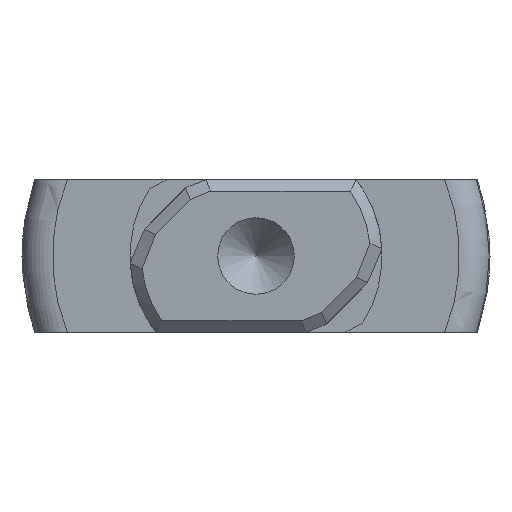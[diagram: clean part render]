
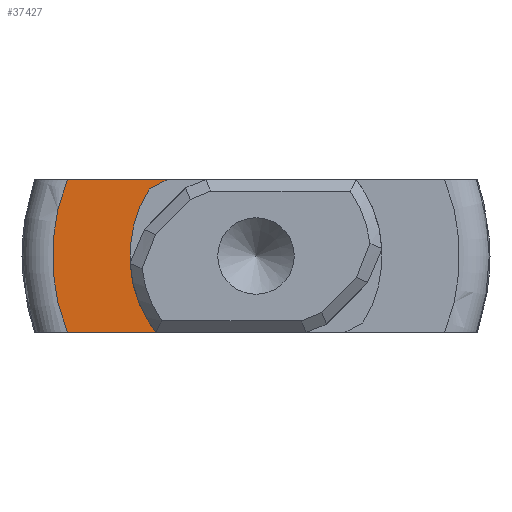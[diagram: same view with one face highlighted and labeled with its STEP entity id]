
A CAD part, left-side view. The second image highlights one B-rep face of the part: STEP entity #37427.
In plain terms, the highlighted planar face has unit normal (-1, 0, 0).
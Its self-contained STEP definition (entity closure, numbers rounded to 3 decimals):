
#722 = PLANE('',#723);
#723 = AXIS2_PLACEMENT_3D('',#724,#725,#726);
#724 = CARTESIAN_POINT('',(-6.25,-6.25,2.));
#725 = DIRECTION('',(0.,0.,1.));
#726 = DIRECTION('',(0.,1.,0.));
#16151 = VERTEX_POINT('',#16152);
#16152 = CARTESIAN_POINT('',(0.,4.94,2.));
#16186 = TOROIDAL_SURFACE('',#16187,5.329,0.8);
#16187 = AXIS2_PLACEMENT_3D('',#16188,#16189,#16190);
#16188 = CARTESIAN_POINT('',(0.8,0.,0.));
#16189 = DIRECTION('',(1.,0.,0.));
#16190 = DIRECTION('',(0.,0.,-1.));
#16220 = EDGE_CURVE('',#16151,#16221,#16223,.T.);
#16221 = VERTEX_POINT('',#16222);
#16222 = CARTESIAN_POINT('',(0.,2.327,2.));
#16223 = SURFACE_CURVE('',#16224,(#16228,#16235),.PCURVE_S1.);
#16224 = LINE('',#16225,#16226);
#16225 = CARTESIAN_POINT('',(0.,5.79,2.));
#16226 = VECTOR('',#16227,1.);
#16227 = DIRECTION('',(0.,-1.,0.));
#16228 = PCURVE('',#722,#16229);
#16229 = DEFINITIONAL_REPRESENTATION('',(#16230),#16234);
#16230 = LINE('',#16231,#16232);
#16231 = CARTESIAN_POINT('',(12.04,-6.25));
#16232 = VECTOR('',#16233,1.);
#16233 = DIRECTION('',(-1.,-0.));
#16234 = ( GEOMETRIC_REPRESENTATION_CONTEXT(2) 
PARAMETRIC_REPRESENTATION_CONTEXT() REPRESENTATION_CONTEXT('2D SPACE',''
  ) );
#16235 = PCURVE('',#16236,#16241);
#16236 = PLANE('',#16237);
#16237 = AXIS2_PLACEMENT_3D('',#16238,#16239,#16240);
#16238 = CARTESIAN_POINT('',(0.,5.329,
    0.));
#16239 = DIRECTION('',(-1.,0.,0.));
#16240 = DIRECTION('',(0.,0.,1.));
#16241 = DEFINITIONAL_REPRESENTATION('',(#16242),#16246);
#16242 = LINE('',#16243,#16244);
#16243 = CARTESIAN_POINT('',(2.,0.46));
#16244 = VECTOR('',#16245,1.);
#16245 = DIRECTION('',(0.,-1.));
#16246 = ( GEOMETRIC_REPRESENTATION_CONTEXT(2) 
PARAMETRIC_REPRESENTATION_CONTEXT() REPRESENTATION_CONTEXT('2D SPACE',''
  ) );
#16264 = PLANE('',#16265);
#16265 = AXIS2_PLACEMENT_3D('',#16266,#16267,#16268);
#16266 = CARTESIAN_POINT('',(-60.188,2.561,1.878));
#16267 = DIRECTION('',(0.,0.464,0.886)
  );
#16268 = DIRECTION('',(1.,0.,0.));
#33605 = PLANE('',#33606);
#33606 = AXIS2_PLACEMENT_3D('',#33607,#33608,#33609);
#33607 = CARTESIAN_POINT('',(-6.25,6.25,-2.));
#33608 = DIRECTION('',(0.,0.,-1.));
#33609 = DIRECTION('',(0.,-1.,0.));
#35702 = PLANE('',#35703);
#35703 = AXIS2_PLACEMENT_3D('',#35704,#35705,#35706);
#35704 = CARTESIAN_POINT('',(-60.188,2.561,-1.878));
#35705 = DIRECTION('',(0.,0.464,
    -0.886));
#35706 = DIRECTION('',(-1.,0.,0.));
#35722 = VERTEX_POINT('',#35723);
#35723 = CARTESIAN_POINT('',(0.,2.795,
    -1.755));
#35737 = CYLINDRICAL_SURFACE('',#35738,3.3);
#35738 = AXIS2_PLACEMENT_3D('',#35739,#35740,#35741);
#35739 = CARTESIAN_POINT('',(-60.188,0.,
    0.));
#35740 = DIRECTION('',(1.,0.,0.));
#35741 = DIRECTION('',(0.,1.,0.));
#35749 = EDGE_CURVE('',#35750,#35722,#35752,.T.);
#35750 = VERTEX_POINT('',#35751);
#35751 = CARTESIAN_POINT('',(0.,2.327,-2.));
#35752 = SURFACE_CURVE('',#35753,(#35757,#35764),.PCURVE_S1.);
#35753 = LINE('',#35754,#35755);
#35754 = CARTESIAN_POINT('',(0.,4.033,-1.107));
#35755 = VECTOR('',#35756,1.);
#35756 = DIRECTION('',(0.,0.886,0.464
    ));
#35757 = PCURVE('',#35702,#35758);
#35758 = DEFINITIONAL_REPRESENTATION('',(#35759),#35763);
#35759 = LINE('',#35760,#35761);
#35760 = CARTESIAN_POINT('',(-60.188,1.662));
#35761 = VECTOR('',#35762,1.);
#35762 = DIRECTION('',(0.,1.));
#35763 = ( GEOMETRIC_REPRESENTATION_CONTEXT(2) 
PARAMETRIC_REPRESENTATION_CONTEXT() REPRESENTATION_CONTEXT('2D SPACE',''
  ) );
#35764 = PCURVE('',#16236,#35765);
#35765 = DEFINITIONAL_REPRESENTATION('',(#35766),#35770);
#35766 = LINE('',#35767,#35768);
#35767 = CARTESIAN_POINT('',(-1.107,-1.296));
#35768 = VECTOR('',#35769,1.);
#35769 = DIRECTION('',(0.464,0.886));
#35770 = ( GEOMETRIC_REPRESENTATION_CONTEXT(2) 
PARAMETRIC_REPRESENTATION_CONTEXT() REPRESENTATION_CONTEXT('2D SPACE',''
  ) );
#36258 = EDGE_CURVE('',#35750,#36259,#36261,.T.);
#36259 = VERTEX_POINT('',#36260);
#36260 = CARTESIAN_POINT('',(0.,4.94,-2.));
#36261 = SURFACE_CURVE('',#36262,(#36266,#36273),.PCURVE_S1.);
#36262 = LINE('',#36263,#36264);
#36263 = CARTESIAN_POINT('',(0.,-0.46,-2.));
#36264 = VECTOR('',#36265,1.);
#36265 = DIRECTION('',(0.,1.,0.));
#36266 = PCURVE('',#33605,#36267);
#36267 = DEFINITIONAL_REPRESENTATION('',(#36268),#36272);
#36268 = LINE('',#36269,#36270);
#36269 = CARTESIAN_POINT('',(6.71,-6.25));
#36270 = VECTOR('',#36271,1.);
#36271 = DIRECTION('',(-1.,-0.));
#36272 = ( GEOMETRIC_REPRESENTATION_CONTEXT(2) 
PARAMETRIC_REPRESENTATION_CONTEXT() REPRESENTATION_CONTEXT('2D SPACE',''
  ) );
#36273 = PCURVE('',#16236,#36274);
#36274 = DEFINITIONAL_REPRESENTATION('',(#36275),#36279);
#36275 = LINE('',#36276,#36277);
#36276 = CARTESIAN_POINT('',(-2.,-5.79));
#36277 = VECTOR('',#36278,1.);
#36278 = DIRECTION('',(0.,1.));
#36279 = ( GEOMETRIC_REPRESENTATION_CONTEXT(2) 
PARAMETRIC_REPRESENTATION_CONTEXT() REPRESENTATION_CONTEXT('2D SPACE',''
  ) );
#36902 = EDGE_CURVE('',#36903,#16221,#36905,.T.);
#36903 = VERTEX_POINT('',#36904);
#36904 = CARTESIAN_POINT('',(0.,2.795,
    1.755));
#36905 = SURFACE_CURVE('',#36906,(#36910,#36917),.PCURVE_S1.);
#36906 = LINE('',#36907,#36908);
#36907 = CARTESIAN_POINT('',(0.,4.033,1.107));
#36908 = VECTOR('',#36909,1.);
#36909 = DIRECTION('',(0.,-0.886,
    0.464));
#36910 = PCURVE('',#16264,#36911);
#36911 = DEFINITIONAL_REPRESENTATION('',(#36912),#36916);
#36912 = LINE('',#36913,#36914);
#36913 = CARTESIAN_POINT('',(60.188,1.662));
#36914 = VECTOR('',#36915,1.);
#36915 = DIRECTION('',(0.,-1.));
#36916 = ( GEOMETRIC_REPRESENTATION_CONTEXT(2) 
PARAMETRIC_REPRESENTATION_CONTEXT() REPRESENTATION_CONTEXT('2D SPACE',''
  ) );
#36917 = PCURVE('',#16236,#36918);
#36918 = DEFINITIONAL_REPRESENTATION('',(#36919),#36923);
#36919 = LINE('',#36920,#36921);
#36920 = CARTESIAN_POINT('',(1.107,-1.296));
#36921 = VECTOR('',#36922,1.);
#36922 = DIRECTION('',(0.464,-0.886));
#36923 = ( GEOMETRIC_REPRESENTATION_CONTEXT(2) 
PARAMETRIC_REPRESENTATION_CONTEXT() REPRESENTATION_CONTEXT('2D SPACE',''
  ) );
#36952 = EDGE_CURVE('',#35722,#36903,#36953,.T.);
#36953 = SURFACE_CURVE('',#36954,(#36959,#36966),.PCURVE_S1.);
#36954 = CIRCLE('',#36955,3.3);
#36955 = AXIS2_PLACEMENT_3D('',#36956,#36957,#36958);
#36956 = CARTESIAN_POINT('',(0.,0.,
    0.));
#36957 = DIRECTION('',(1.,0.,0.));
#36958 = DIRECTION('',(0.,0.,1.));
#36959 = PCURVE('',#35737,#36960);
#36960 = DEFINITIONAL_REPRESENTATION('',(#36961),#36965);
#36961 = LINE('',#36962,#36963);
#36962 = CARTESIAN_POINT('',(1.571,60.188));
#36963 = VECTOR('',#36964,1.);
#36964 = DIRECTION('',(1.,0.));
#36965 = ( GEOMETRIC_REPRESENTATION_CONTEXT(2) 
PARAMETRIC_REPRESENTATION_CONTEXT() REPRESENTATION_CONTEXT('2D SPACE',''
  ) );
#36966 = PCURVE('',#16236,#36967);
#36967 = DEFINITIONAL_REPRESENTATION('',(#36968),#36976);
#36968 = ( BOUNDED_CURVE() B_SPLINE_CURVE(2,(#36969,#36970,#36971,#36972
    ,#36973,#36974,#36975),.UNSPECIFIED.,.T.,.F.) 
B_SPLINE_CURVE_WITH_KNOTS((1,2,2,2,2,1),(-2.094,0.,
    2.094,4.189,6.283,8.378),
.UNSPECIFIED.) CURVE() GEOMETRIC_REPRESENTATION_ITEM() 
RATIONAL_B_SPLINE_CURVE((1.,0.5,1.,0.5,1.,0.5,1.)) REPRESENTATION_ITEM(
  '') );
#36969 = CARTESIAN_POINT('',(3.3,-5.329));
#36970 = CARTESIAN_POINT('',(3.3,-11.045));
#36971 = CARTESIAN_POINT('',(-1.65,-8.187));
#36972 = CARTESIAN_POINT('',(-6.6,-5.329));
#36973 = CARTESIAN_POINT('',(-1.65,-2.471));
#36974 = CARTESIAN_POINT('',(3.3,0.387));
#36975 = CARTESIAN_POINT('',(3.3,-5.329));
#36976 = ( GEOMETRIC_REPRESENTATION_CONTEXT(2) 
PARAMETRIC_REPRESENTATION_CONTEXT() REPRESENTATION_CONTEXT('2D SPACE',''
  ) );
#37427 = ADVANCED_FACE('',(#37428),#16236,.T.);
#37428 = FACE_BOUND('',#37429,.T.);
#37429 = EDGE_LOOP('',(#37430,#37431,#37432,#37433,#37459,#37460));
#37430 = ORIENTED_EDGE('',*,*,#36952,.T.);
#37431 = ORIENTED_EDGE('',*,*,#36902,.T.);
#37432 = ORIENTED_EDGE('',*,*,#16220,.F.);
#37433 = ORIENTED_EDGE('',*,*,#37434,.F.);
#37434 = EDGE_CURVE('',#36259,#16151,#37435,.T.);
#37435 = SURFACE_CURVE('',#37436,(#37441,#37452),.PCURVE_S1.);
#37436 = CIRCLE('',#37437,5.329);
#37437 = AXIS2_PLACEMENT_3D('',#37438,#37439,#37440);
#37438 = CARTESIAN_POINT('',(0.,0.,0.)
  );
#37439 = DIRECTION('',(1.,0.,0.));
#37440 = DIRECTION('',(0.,0.,1.));
#37441 = PCURVE('',#16236,#37442);
#37442 = DEFINITIONAL_REPRESENTATION('',(#37443),#37451);
#37443 = ( BOUNDED_CURVE() B_SPLINE_CURVE(2,(#37444,#37445,#37446,#37447
    ,#37448,#37449,#37450),.UNSPECIFIED.,.T.,.F.) 
B_SPLINE_CURVE_WITH_KNOTS((1,2,2,2,2,1),(-2.094,0.,
    2.094,4.189,6.283,8.378),
.UNSPECIFIED.) CURVE() GEOMETRIC_REPRESENTATION_ITEM() 
RATIONAL_B_SPLINE_CURVE((1.,0.5,1.,0.5,1.,0.5,1.)) REPRESENTATION_ITEM(
  '') );
#37444 = CARTESIAN_POINT('',(5.329,-5.329));
#37445 = CARTESIAN_POINT('',(5.329,-14.56));
#37446 = CARTESIAN_POINT('',(-2.665,-9.945));
#37447 = CARTESIAN_POINT('',(-10.659,-5.329));
#37448 = CARTESIAN_POINT('',(-2.665,-0.714));
#37449 = CARTESIAN_POINT('',(5.329,3.901));
#37450 = CARTESIAN_POINT('',(5.329,-5.329));
#37451 = ( GEOMETRIC_REPRESENTATION_CONTEXT(2) 
PARAMETRIC_REPRESENTATION_CONTEXT() REPRESENTATION_CONTEXT('2D SPACE',''
  ) );
#37452 = PCURVE('',#16186,#37453);
#37453 = DEFINITIONAL_REPRESENTATION('',(#37454),#37458);
#37454 = LINE('',#37455,#37456);
#37455 = CARTESIAN_POINT('',(-3.142,4.712));
#37456 = VECTOR('',#37457,1.);
#37457 = DIRECTION('',(1.,0.));
#37458 = ( GEOMETRIC_REPRESENTATION_CONTEXT(2) 
PARAMETRIC_REPRESENTATION_CONTEXT() REPRESENTATION_CONTEXT('2D SPACE',''
  ) );
#37459 = ORIENTED_EDGE('',*,*,#36258,.F.);
#37460 = ORIENTED_EDGE('',*,*,#35749,.T.);
